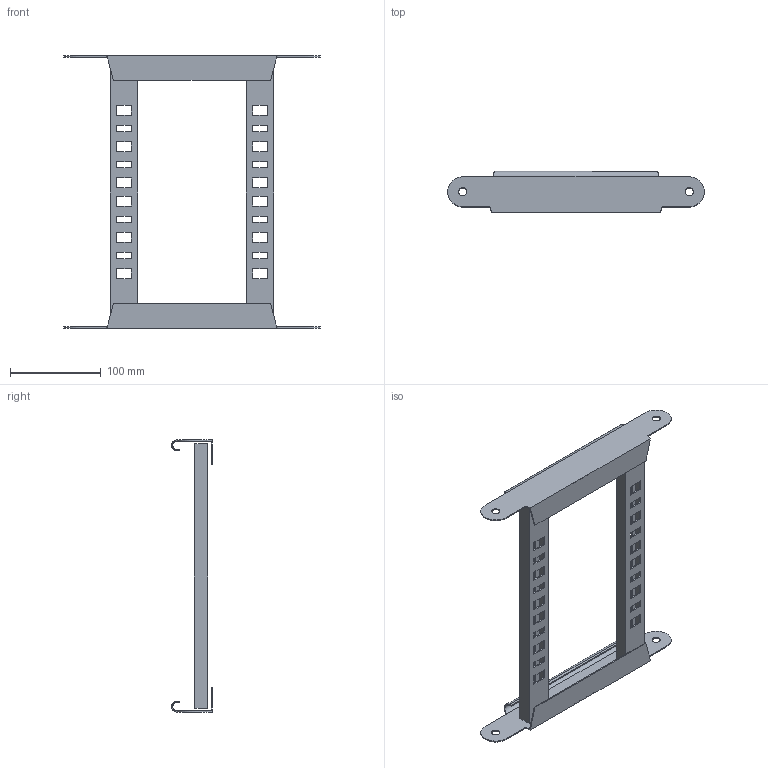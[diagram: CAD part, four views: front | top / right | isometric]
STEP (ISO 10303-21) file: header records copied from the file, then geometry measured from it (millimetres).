
FILE_DESCRIPTION (( 'STEP AP214' ), '1' );
FILE_NAME ('6225412.stp', '2017-03-24T09:21:50', ( '' ), ( '' ), 'SwSTEP 2.0', 'SolidWorks 2016', '' );
FILE_SCHEMA (( 'AUTOMOTIVE_DESIGN' ));
Length unit declared in the file: millimetre
Products named in the file (3): 088786_Standard; 079986_L=0292; 6225412
Assembly tree (4 placements, depth 2):
  6225412
    079986_L=0292  x2
    088786_Standard  x2
Bounding box: 283 x 45 x 300 mm (x, y, z)
Volume: 99741.9 mm3; surface area: 150734.7 mm2
Topology: 4 solids, 4 shells, 202 faces, 574 edges, 380 vertices
Faces by surface type: plane 176, cylinder 18, bspline 8
Entity records: 3677 total; most frequent: CARTESIAN_POINT 925, ORIENTED_EDGE 574, DIRECTION 485, EDGE_CURVE 287, LINE 249, VECTOR 249, VERTEX_POINT 190, EDGE_LOOP 125
